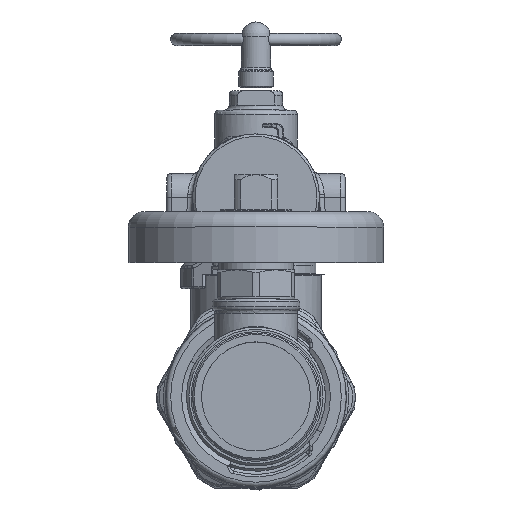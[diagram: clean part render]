
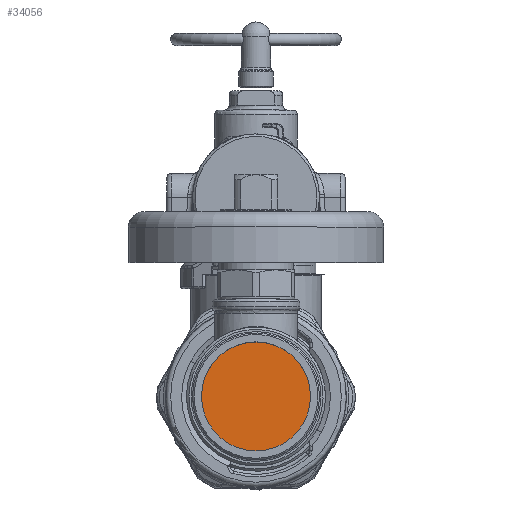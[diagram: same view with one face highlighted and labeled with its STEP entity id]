
A CAD part, top view. The second image highlights one B-rep face of the part: STEP entity #34056.
In plain terms, the highlighted face is planar.
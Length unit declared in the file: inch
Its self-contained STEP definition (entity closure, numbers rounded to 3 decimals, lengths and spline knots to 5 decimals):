
#1611=PLANE('',#37492);
#4777=FACE_OUTER_BOUND('',#7078,.T.);
#7078=EDGE_LOOP('',(#29553));
#10614=CIRCLE('',#37491,0.44);
#15692=VERTEX_POINT('',#132071);
#20364=EDGE_CURVE('',#15692,#15692,#10614,.T.);
#29553=ORIENTED_EDGE('',*,*,#20364,.F.);
#34056=ADVANCED_FACE('',(#4777),#1611,.T.);
#37491=AXIS2_PLACEMENT_3D('',#132073,#44758,#44759);
#37492=AXIS2_PLACEMENT_3D('',#132074,#44760,#44761);
#44758=DIRECTION('center_axis',(0.,1.,0.));
#44759=DIRECTION('ref_axis',(1.,0.,0.));
#44760=DIRECTION('center_axis',(0.,-1.,0.));
#44761=DIRECTION('ref_axis',(0.,0.,-1.));
#132071=CARTESIAN_POINT('',(-0.44,-0.4721,0.));
#132073=CARTESIAN_POINT('Origin',(0.,-0.4721,0.));
#132074=CARTESIAN_POINT('Origin',(0.,-0.4721,0.));
